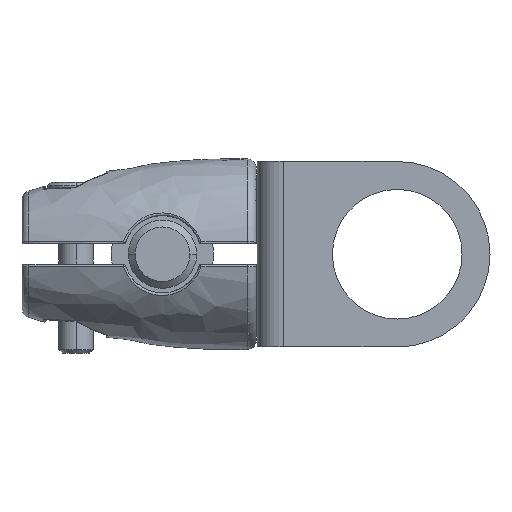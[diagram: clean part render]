
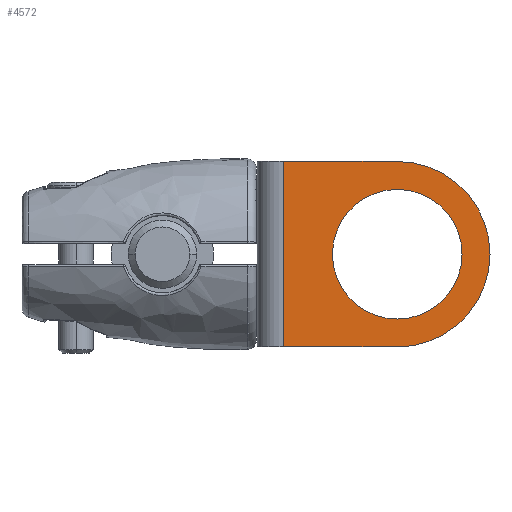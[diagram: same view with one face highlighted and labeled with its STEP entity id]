
A CAD part, left-side view. The second image highlights one B-rep face of the part: STEP entity #4572.
In plain terms, the highlighted planar face has unit normal (-1, 0, 0).
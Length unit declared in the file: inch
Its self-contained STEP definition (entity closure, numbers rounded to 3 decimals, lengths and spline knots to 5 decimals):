
#322=DIRECTION('',(0.,0.,-1.));
#323=VECTOR('',#322,1.01969);
#324=CARTESIAN_POINT('',(-0.75,0.03491,0.50984));
#325=LINE('',#324,#323);
#411=DIRECTION('',(0.,1.,0.));
#412=VECTOR('',#411,0.62559);
#413=CARTESIAN_POINT('',(-0.75,-0.59069,0.50984));
#414=LINE('',#413,#412);
#415=CARTESIAN_POINT('',(-0.75,-0.59069,0.));
#416=DIRECTION('',(-1.,0.,0.));
#417=DIRECTION('',(0.,0.,-1.));
#418=AXIS2_PLACEMENT_3D('',#415,#416,#417);
#420=DIRECTION('',(0.,-1.,0.));
#421=VECTOR('',#420,0.62559);
#422=CARTESIAN_POINT('',(-0.75,0.03491,-0.50984));
#423=LINE('',#422,#421);
#424=CARTESIAN_POINT('',(-0.75,-0.59069,0.));
#425=DIRECTION('',(1.,0.,0.));
#426=DIRECTION('',(0.,-1.,0.));
#427=AXIS2_PLACEMENT_3D('',#424,#425,#426);
#429=CARTESIAN_POINT('',(-0.75,-0.59069,0.));
#430=DIRECTION('',(1.,0.,0.));
#431=DIRECTION('',(0.,1.,0.));
#432=AXIS2_PLACEMENT_3D('',#429,#430,#431);
#3937=CARTESIAN_POINT('',(-0.75,-0.59069,-0.50984));
#3938=CARTESIAN_POINT('',(-0.75,-0.59069,0.50984));
#3939=VERTEX_POINT('',#3937);
#3940=VERTEX_POINT('',#3938);
#3953=CARTESIAN_POINT('',(-0.75,0.03491,0.50984));
#3954=VERTEX_POINT('',#3953);
#3955=CARTESIAN_POINT('',(-0.75,0.03491,-0.50984));
#3956=VERTEX_POINT('',#3955);
#3969=CARTESIAN_POINT('',(-0.75,-0.94698,0.));
#3970=CARTESIAN_POINT('',(-0.75,-0.23439,0.));
#3971=VERTEX_POINT('',#3969);
#3972=VERTEX_POINT('',#3970);
#4553=CARTESIAN_POINT('',(-0.75,-0.59069,0.));
#4554=DIRECTION('',(-1.,0.,0.));
#4555=DIRECTION('',(0.,-1.,0.));
#4556=AXIS2_PLACEMENT_3D('',#4553,#4554,#4555);
#4557=PLANE('',#4556);
#4558=ORIENTED_EDGE('',*,*,#4544,.F.);
#4560=ORIENTED_EDGE('',*,*,#4559,.F.);
#4562=ORIENTED_EDGE('',*,*,#4561,.F.);
#4563=ORIENTED_EDGE('',*,*,#4427,.F.);
#4564=EDGE_LOOP('',(#4558,#4560,#4562,#4563));
#4565=FACE_OUTER_BOUND('',#4564,.F.);
#4567=ORIENTED_EDGE('',*,*,#4566,.F.);
#4569=ORIENTED_EDGE('',*,*,#4568,.F.);
#4570=EDGE_LOOP('',(#4567,#4569));
#4571=FACE_BOUND('',#4570,.F.);
#4572=ADVANCED_FACE('',(#4565,#4571),#4557,.T.);
#419=CIRCLE('',#418,0.50984);
#428=CIRCLE('',#427,0.3563);
#433=CIRCLE('',#432,0.3563);
#4427=EDGE_CURVE('',#3954,#3956,#325,.T.);
#4544=EDGE_CURVE('',#3940,#3954,#414,.T.);
#4559=EDGE_CURVE('',#3939,#3940,#419,.T.);
#4561=EDGE_CURVE('',#3956,#3939,#423,.T.);
#4566=EDGE_CURVE('',#3971,#3972,#428,.T.);
#4568=EDGE_CURVE('',#3972,#3971,#433,.T.);
